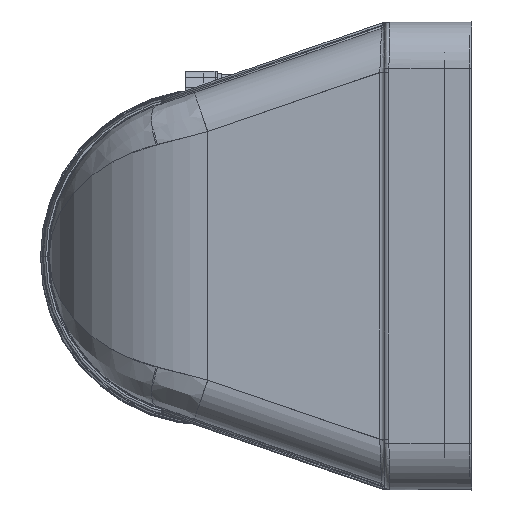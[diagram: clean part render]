
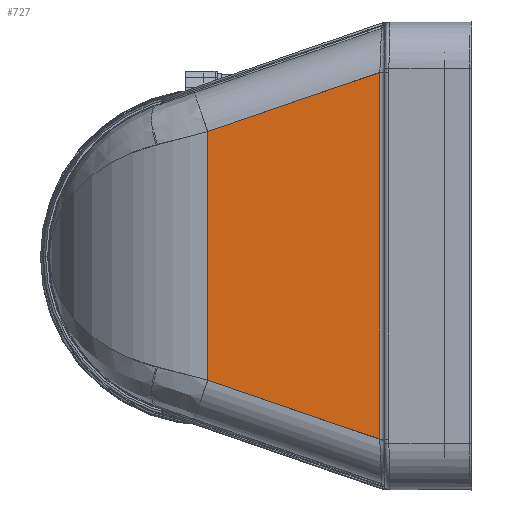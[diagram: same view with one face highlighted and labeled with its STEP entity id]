
A CAD part, top view. The second image highlights one B-rep face of the part: STEP entity #727.
In plain terms, the highlighted planar face has unit normal (0, 0, 1).
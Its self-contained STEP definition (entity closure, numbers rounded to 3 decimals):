
#727=ADVANCED_FACE('',(#1449),#1450,.F.);
#1449=FACE_OUTER_BOUND('',#6612,.T.);
#1450=PLANE('',#6613);
#6612=EDGE_LOOP('',(#12130,#12131,#12132,#12133));
#6613=AXIS2_PLACEMENT_3D('',#12134,#12135,#12136);
#12130=ORIENTED_EDGE('',*,*,#15176,.F.);
#12131=ORIENTED_EDGE('',*,*,#15180,.F.);
#12132=ORIENTED_EDGE('',*,*,#15181,.T.);
#12133=ORIENTED_EDGE('',*,*,#15179,.F.);
#12134=CARTESIAN_POINT('',(0.0,0.0,0.0));
#12135=DIRECTION('',(0.0,0.0,-1.0));
#12136=DIRECTION('',(0.0,-1.0,0.0));
#15176=EDGE_CURVE('',#16529,#16531,#16532,.T.);
#15179=EDGE_CURVE('',#16531,#16338,#16535,.T.);
#15180=EDGE_CURVE('',#16536,#16529,#16537,.T.);
#15181=EDGE_CURVE('',#16536,#16338,#16538,.T.);
#16338=VERTEX_POINT('',#19416);
#16529=VERTEX_POINT('',#20648);
#16531=VERTEX_POINT('',#20650);
#16532=LINE('',#20651,#20652);
#16535=LINE('',#20702,#20703);
#16536=VERTEX_POINT('',#20704);
#16537=LINE('',#20705,#20706);
#16538=LINE('',#20707,#20708);
#19416=CARTESIAN_POINT('',(-88.991,-83.5,0.));
#20648=CARTESIAN_POINT('',(60.276,0.,0.));
#20650=CARTESIAN_POINT('',(88.991,-83.5,0.));
#20651=CARTESIAN_POINT('',(60.276,0.,0.));
#20652=VECTOR('',#24266,88.299);
#20702=CARTESIAN_POINT('',(88.991,-83.5,0.));
#20703=VECTOR('',#24270,177.981);
#20704=CARTESIAN_POINT('',(-60.276,0.,0.));
#20705=CARTESIAN_POINT('',(-60.276,0.,0.));
#20706=VECTOR('',#24271,120.552);
#20707=CARTESIAN_POINT('',(-60.276,0.,0.));
#20708=VECTOR('',#24272,88.299);
#24266=DIRECTION('',(0.325,-0.946,0.));
#24270=DIRECTION('',(-1.0,0.0,0.));
#24271=DIRECTION('',(1.0,0.,0.));
#24272=DIRECTION('',(-0.325,-0.946,0.));
